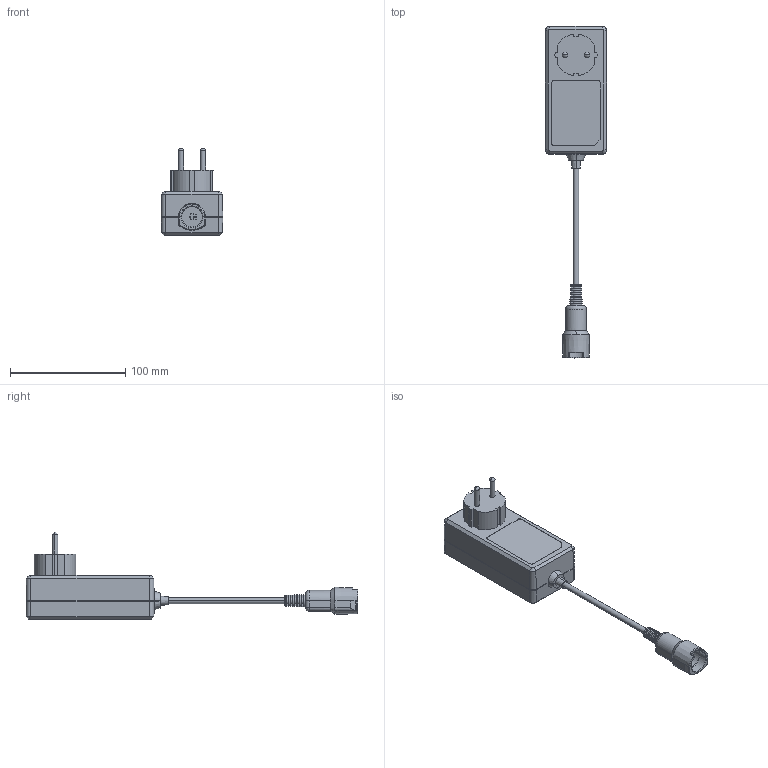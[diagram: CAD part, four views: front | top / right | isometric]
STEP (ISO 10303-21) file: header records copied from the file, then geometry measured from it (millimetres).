
FILE_DESCRIPTION (( 'STEP AP203' ), '1' );
FILE_NAME ('PD_14_PD_15.STEP', '2015-03-03T08:46:09', ( 'admin' ), ( 'Hewlett-Packard Company' ), 'SwSTEP 2.0', 'SolidWorks 2014', '' );
FILE_SCHEMA (( 'CONFIG_CONTROL_DESIGN' ));
Length unit declared in the file: millimetre
Products named in the file (1): PD_14_PD_15
Bounding box: 53.49 x 288.2 x 76 mm (x, y, z)
Volume: 256675.4 mm3; surface area: 34163.2 mm2
Topology: 1 solids, 1 shells, 370 faces, 989 edges, 650 vertices
Faces by surface type: plane 194, cylinder 82, cone 39, bspline 32, torus 13, sphere 10
Entity records: 13639 total; most frequent: CARTESIAN_POINT 4541, ORIENTED_EDGE 1974, DIRECTION 1782, EDGE_CURVE 987, VERTEX_POINT 650, AXIS2_PLACEMENT_3D 610, LINE 562, VECTOR 562
